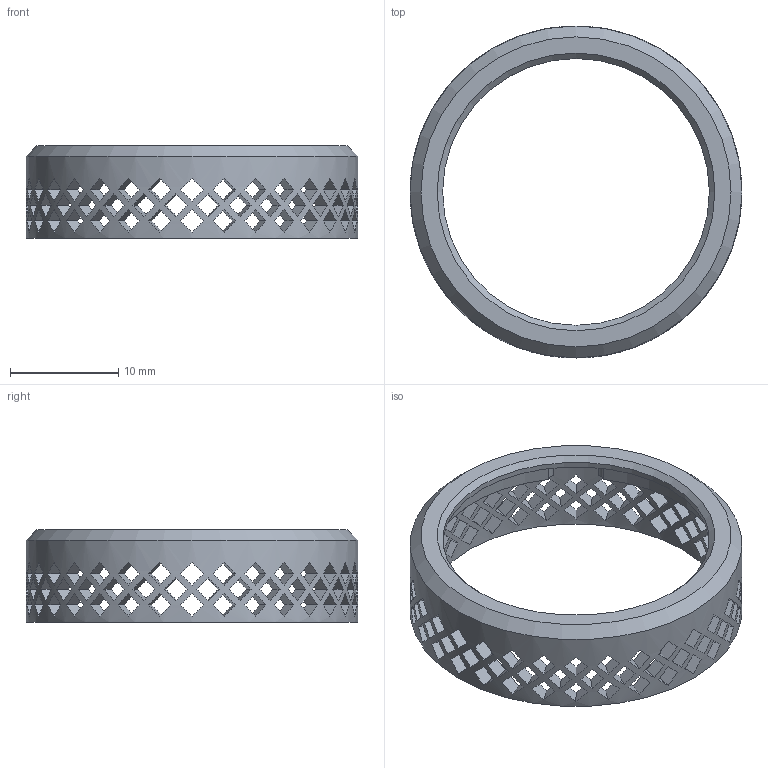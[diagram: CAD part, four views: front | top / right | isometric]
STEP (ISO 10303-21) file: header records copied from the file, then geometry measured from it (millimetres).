
FILE_DESCRIPTION(/* description */ (''),/* implementation_level */ '2;1');
FILE_NAME(/* name */ 'LED Side Case.step',/* time_stamp */ '2025-08-27T22:48:39-07:00',/* author */ (''),/* organization */ (''),/* preprocessor_version */ 'ST-DEVELOPER v20.1',/* originating_system */ 'Autodesk Translation Framework v14.10.0.0',/* authorisation */ '');
FILE_SCHEMA (('AUTOMOTIVE_DESIGN { 1 0 10303 214 3 1 1 }'));
Length unit declared in the file: millimetre
Products named in the file (1): Case
Bounding box: 30.6 x 30.6 x 8.55 mm (x, y, z)
Volume: 958.5 mm3; surface area: 2399.7 mm2
Topology: 1 solids, 1 shells, 408 faces, 1244 edges, 808 vertices
Faces by surface type: plane 391, cylinder 15, cone 2
Full cylindrical faces by diameter (mm): 24.6 x1, 27.7 x1, 30.6 x1
Entity records: 14782 total; most frequent: DIRECTION 2898, ORIENTED_EDGE 2488, CARTESIAN_POINT 2461, AXIS2_PLACEMENT_3D 1245, EDGE_CURVE 1244, VERTEX_POINT 808, ELLIPSE 768, EDGE_LOOP 572
